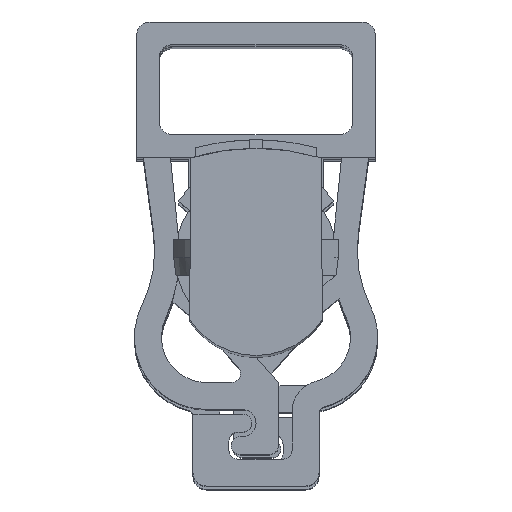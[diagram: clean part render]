
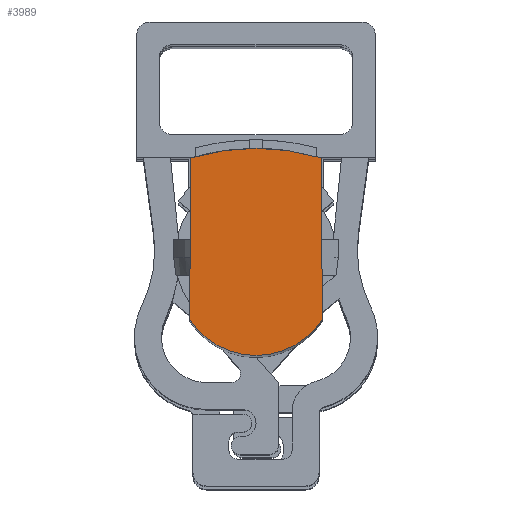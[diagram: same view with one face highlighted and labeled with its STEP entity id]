
A CAD part, top view. The second image highlights one B-rep face of the part: STEP entity #3989.
In plain terms, the highlighted planar face has unit normal (0, 0, 1).
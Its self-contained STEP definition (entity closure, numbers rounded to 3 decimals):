
#126=CIRCLE('',#4200,5.);
#143=CIRCLE('',#4227,1.75);
#360=ORIENTED_EDGE('',*,*,#1309,.T.);
#361=ORIENTED_EDGE('',*,*,#1320,.T.);
#362=ORIENTED_EDGE('',*,*,#1319,.T.);
#363=ORIENTED_EDGE('',*,*,#1261,.T.);
#1261=EDGE_CURVE('',#1748,#1747,#126,.T.);
#1309=EDGE_CURVE('',#1747,#1784,#2085,.T.);
#1319=EDGE_CURVE('',#1790,#1748,#2095,.T.);
#1320=EDGE_CURVE('',#1784,#1790,#143,.T.);
#1747=VERTEX_POINT('',#5617);
#1748=VERTEX_POINT('',#5619);
#1784=VERTEX_POINT('',#5710);
#1790=VERTEX_POINT('',#5724);
#2085=LINE('',#5711,#2421);
#2095=LINE('',#5731,#2431);
#2421=VECTOR('',#4661,1000.);
#2431=VECTOR('',#4673,1000.);
#2732=EDGE_LOOP('',(#360,#361,#362,#363));
#2950=FACE_BOUND('',#2732,.T.);
#3160=PLANE('',#4229);
#3989=ADVANCED_FACE('',(#2950),#3160,.T.);
#4200=AXIS2_PLACEMENT_3D('',#5618,#4580,#4581);
#4227=AXIS2_PLACEMENT_3D('',#5733,#4676,#4677);
#4229=AXIS2_PLACEMENT_3D('',#5735,#4680,#4681);
#4580=DIRECTION('',(0.,0.,1.));
#4581=DIRECTION('',(1.,0.,0.));
#4661=DIRECTION('',(-0.009,-1.,0.));
#4673=DIRECTION('',(-0.009,1.,0.));
#4676=DIRECTION('',(0.,0.,1.));
#4677=DIRECTION('',(1.,0.,0.));
#4680=DIRECTION('',(0.,0.,1.));
#4681=DIRECTION('',(1.,0.,0.));
#5617=CARTESIAN_POINT('',(-1.444,4.387,24.6));
#5618=CARTESIAN_POINT('',(0.,-0.4,24.6));
#5619=CARTESIAN_POINT('',(1.444,4.387,24.6));
#5710=CARTESIAN_POINT('',(-1.475,0.808,24.6));
#5711=CARTESIAN_POINT('',(-1.444,4.387,24.6));
#5724=CARTESIAN_POINT('',(1.475,0.808,24.6));
#5731=CARTESIAN_POINT('',(1.475,0.808,24.6));
#5733=CARTESIAN_POINT('',(0.,1.75,24.6));
#5735=CARTESIAN_POINT('',(0.,1.75,24.6));
